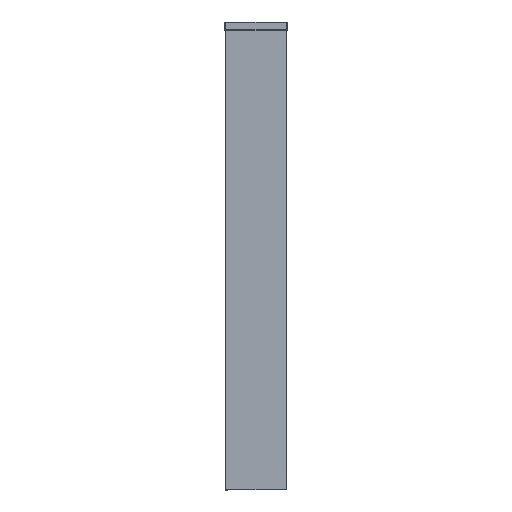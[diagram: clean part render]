
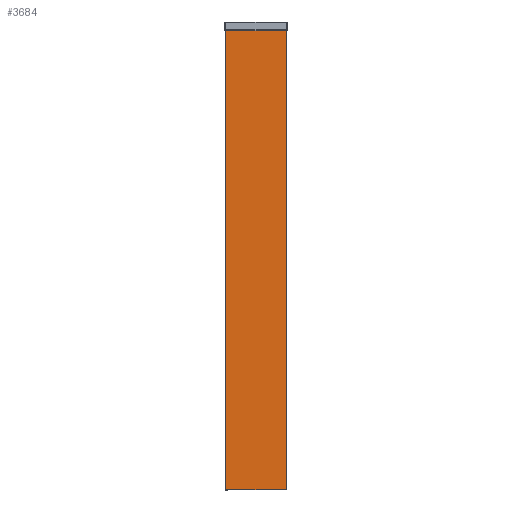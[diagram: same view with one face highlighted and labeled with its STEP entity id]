
A CAD part, front view. The second image highlights one B-rep face of the part: STEP entity #3684.
In plain terms, the highlighted planar face has unit normal (0, -1, 0).
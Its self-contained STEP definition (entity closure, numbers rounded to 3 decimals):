
#193 = CARTESIAN_POINT ( 'NONE',  ( -197.5, 0., 0. ) ) ;
#204 = LINE ( 'NONE', #6571, #6623 ) ;
#428 = CARTESIAN_POINT ( 'NONE',  ( 197.5, 0., 2994.341 ) ) ;
#461 = LINE ( 'NONE', #5888, #2175 ) ;
#755 = EDGE_CURVE ( 'NONE', #6444, #4537, #6029, .T. ) ;
#786 = DIRECTION ( 'NONE',  ( -1., 0., 0. ) ) ;
#898 = DIRECTION ( 'NONE',  ( 0., 1., 0. ) ) ;
#1117 = CARTESIAN_POINT ( 'NONE',  ( -197.5, 0., 2994.341 ) ) ;
#1145 = DIRECTION ( 'NONE',  ( -1., 0., 0. ) ) ;
#1153 = ORIENTED_EDGE ( 'NONE', *, *, #5987, .T. ) ;
#1248 = VECTOR ( 'NONE', #4913, 1000. ) ;
#1265 = AXIS2_PLACEMENT_3D ( 'NONE', #4012, #898, #786 ) ;
#1290 = DIRECTION ( 'NONE',  ( 0., 0., -1. ) ) ;
#1333 = ORIENTED_EDGE ( 'NONE', *, *, #3776, .F. ) ;
#1397 = PLANE ( 'NONE',  #1265 ) ;
#1517 = LINE ( 'NONE', #5941, #1248 ) ;
#1834 = FACE_OUTER_BOUND ( 'NONE', #2871, .T. ) ;
#1904 = VECTOR ( 'NONE', #1145, 1000. ) ;
#2175 = VECTOR ( 'NONE', #4830, 1000. ) ;
#2331 = CARTESIAN_POINT ( 'NONE',  ( 197.5, 0., 0. ) ) ;
#2776 = VERTEX_POINT ( 'NONE', #193 ) ;
#2871 = EDGE_LOOP ( 'NONE', ( #1333, #4033, #3442, #1153 ) ) ;
#3442 = ORIENTED_EDGE ( 'NONE', *, *, #4567, .T. ) ;
#3684 = ADVANCED_FACE ( 'NONE', ( #1834 ), #1397, .F. ) ;
#3776 = EDGE_CURVE ( 'NONE', #6444, #6104, #461, .T. ) ;
#4012 = CARTESIAN_POINT ( 'NONE',  ( 0., 0., 3050. ) ) ;
#4033 = ORIENTED_EDGE ( 'NONE', *, *, #755, .T. ) ;
#4537 = VERTEX_POINT ( 'NONE', #1117 ) ;
#4567 = EDGE_CURVE ( 'NONE', #4537, #2776, #204, .T. ) ;
#4830 = DIRECTION ( 'NONE',  ( 0., 0., -1. ) ) ;
#4913 = DIRECTION ( 'NONE',  ( 1., 0., 0. ) ) ;
#5888 = CARTESIAN_POINT ( 'NONE',  ( 197.5, 0., 3050. ) ) ;
#5941 = CARTESIAN_POINT ( 'NONE',  ( 0., 0., 0. ) ) ;
#5987 = EDGE_CURVE ( 'NONE', #2776, #6104, #1517, .T. ) ;
#6029 = LINE ( 'NONE', #6136, #1904 ) ;
#6104 = VERTEX_POINT ( 'NONE', #2331 ) ;
#6136 = CARTESIAN_POINT ( 'NONE',  ( 198.5, 0., 2994.341 ) ) ;
#6444 = VERTEX_POINT ( 'NONE', #428 ) ;
#6571 = CARTESIAN_POINT ( 'NONE',  ( -197.5, 0., 3050. ) ) ;
#6623 = VECTOR ( 'NONE', #1290, 1000. ) ;
